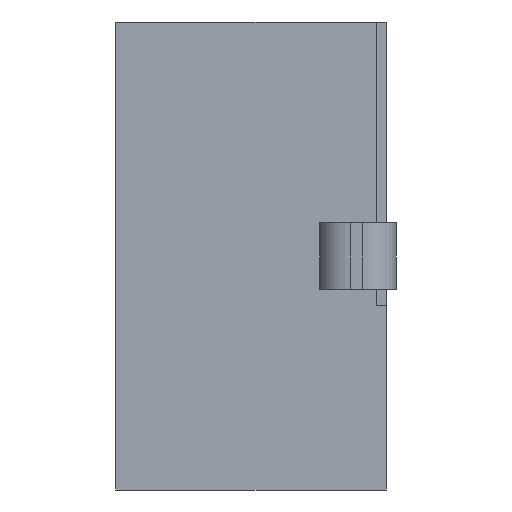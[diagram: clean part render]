
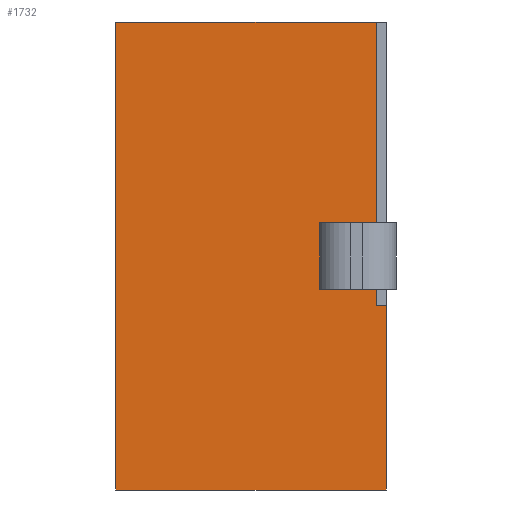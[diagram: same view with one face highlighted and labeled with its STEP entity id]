
A CAD part, left-side view. The second image highlights one B-rep face of the part: STEP entity #1732.
In plain terms, the highlighted planar face has unit normal (-1, 0, 0).
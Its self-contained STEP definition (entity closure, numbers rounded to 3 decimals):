
#57 = EDGE_LOOP ( 'NONE', ( #5507, #7206, #127, #9906, #3041, #790, #9621, #9794, #3759, #2629 ) ) ;
#127 = ORIENTED_EDGE ( 'NONE', *, *, #2522, .F. ) ;
#345 = DIRECTION ( 'NONE',  ( 0., 0., 1. ) ) ;
#431 = VECTOR ( 'NONE', #8470, 1000. ) ;
#503 = CARTESIAN_POINT ( 'NONE',  ( -3.4, 4.05, 3.5 ) ) ;
#521 = LINE ( 'NONE', #5258, #431 ) ;
#787 = CARTESIAN_POINT ( 'NONE',  ( -3.4, 1., -0.5 ) ) ;
#790 = ORIENTED_EDGE ( 'NONE', *, *, #1006, .F. ) ;
#837 = EDGE_CURVE ( 'NONE', #9216, #8984, #8776, .T. ) ;
#1006 = EDGE_CURVE ( 'NONE', #5886, #1482, #2345, .T. ) ;
#1428 = CARTESIAN_POINT ( 'NONE',  ( -3.4, 1., 0.5 ) ) ;
#1482 = VERTEX_POINT ( 'NONE', #2379 ) ;
#1687 = CARTESIAN_POINT ( 'NONE',  ( -3.4, 4.05, -3.5 ) ) ;
#1732 = ADVANCED_FACE ( 'NONE', ( #7830 ), #8573, .F. ) ;
#1768 = LINE ( 'NONE', #8042, #3739 ) ;
#1831 = CARTESIAN_POINT ( 'NONE',  ( -3.4, 0., -3.5 ) ) ;
#1971 = DIRECTION ( 'NONE',  ( 0., 1., 0. ) ) ;
#2013 = CARTESIAN_POINT ( 'NONE',  ( -3.4, 0.15, 0.5 ) ) ;
#2120 = VECTOR ( 'NONE', #9231, 1000. ) ;
#2164 = CARTESIAN_POINT ( 'NONE',  ( -3.4, 1., -3.5 ) ) ;
#2208 = DIRECTION ( 'NONE',  ( 0., 0., -1. ) ) ;
#2298 = CARTESIAN_POINT ( 'NONE',  ( -3.4, 0.15, -0.74 ) ) ;
#2345 = LINE ( 'NONE', #1687, #5210 ) ;
#2379 = CARTESIAN_POINT ( 'NONE',  ( -3.4, 4.05, -3.5 ) ) ;
#2493 = CARTESIAN_POINT ( 'NONE',  ( -3.4, 4.05, 0.5 ) ) ;
#2522 = EDGE_CURVE ( 'NONE', #8753, #9216, #9436, .T. ) ;
#2629 = ORIENTED_EDGE ( 'NONE', *, *, #8448, .F. ) ;
#2763 = CARTESIAN_POINT ( 'NONE',  ( -3.4, 0.15, -0.5 ) ) ;
#2796 = VECTOR ( 'NONE', #2208, 1000. ) ;
#2885 = CARTESIAN_POINT ( 'NONE',  ( -3.4, 4.05, -0.5 ) ) ;
#3041 = ORIENTED_EDGE ( 'NONE', *, *, #7794, .F. ) ;
#3048 = CARTESIAN_POINT ( 'NONE',  ( -3.4, 4.05, -3.5 ) ) ;
#3313 = DIRECTION ( 'NONE',  ( 0., 1., 0. ) ) ;
#3344 = VERTEX_POINT ( 'NONE', #2763 ) ;
#3739 = VECTOR ( 'NONE', #8144, 1000. ) ;
#3759 = ORIENTED_EDGE ( 'NONE', *, *, #4298, .F. ) ;
#4061 = CARTESIAN_POINT ( 'NONE',  ( -3.4, 4.05, 3.5 ) ) ;
#4298 = EDGE_CURVE ( 'NONE', #3344, #8132, #1768, .T. ) ;
#4475 = DIRECTION ( 'NONE',  ( 0., 1., 0. ) ) ;
#4568 = CARTESIAN_POINT ( 'NONE',  ( -3.4, 0.15, -0.74 ) ) ;
#4580 = AXIS2_PLACEMENT_3D ( 'NONE', #3048, #7670, #6161 ) ;
#4969 = EDGE_CURVE ( 'NONE', #6664, #8132, #8503, .T. ) ;
#5210 = VECTOR ( 'NONE', #9449, 1000. ) ;
#5258 = CARTESIAN_POINT ( 'NONE',  ( -3.4, 0., -3.5 ) ) ;
#5259 = VERTEX_POINT ( 'NONE', #787 ) ;
#5507 = ORIENTED_EDGE ( 'NONE', *, *, #6221, .F. ) ;
#5746 = VECTOR ( 'NONE', #9934, 1000. ) ;
#5886 = VERTEX_POINT ( 'NONE', #1831 ) ;
#5908 = EDGE_CURVE ( 'NONE', #8753, #7451, #7571, .T. ) ;
#6046 = VECTOR ( 'NONE', #1971, 1000. ) ;
#6161 = DIRECTION ( 'NONE',  ( 0., 0., -1. ) ) ;
#6221 = EDGE_CURVE ( 'NONE', #8984, #5259, #9218, .T. ) ;
#6664 = VERTEX_POINT ( 'NONE', #9475 ) ;
#6724 = VECTOR ( 'NONE', #345, 1000. ) ;
#7192 = VECTOR ( 'NONE', #4475, 1000. ) ;
#7206 = ORIENTED_EDGE ( 'NONE', *, *, #837, .F. ) ;
#7351 = CARTESIAN_POINT ( 'NONE',  ( -3.4, 4.05, 0. ) ) ;
#7451 = VERTEX_POINT ( 'NONE', #4061 ) ;
#7544 = CARTESIAN_POINT ( 'NONE',  ( -3.4, 0.15, 3.5 ) ) ;
#7571 = LINE ( 'NONE', #503, #6046 ) ;
#7670 = DIRECTION ( 'NONE',  ( 1., 0., 0. ) ) ;
#7794 = EDGE_CURVE ( 'NONE', #1482, #7451, #8860, .T. ) ;
#7830 = FACE_OUTER_BOUND ( 'NONE', #57, .T. ) ;
#8042 = CARTESIAN_POINT ( 'NONE',  ( -3.4, 0.15, -3.5 ) ) ;
#8132 = VERTEX_POINT ( 'NONE', #2298 ) ;
#8144 = DIRECTION ( 'NONE',  ( 0., 0., -1. ) ) ;
#8357 = VECTOR ( 'NONE', #3313, 1000. ) ;
#8448 = EDGE_CURVE ( 'NONE', #5259, #3344, #9133, .T. ) ;
#8470 = DIRECTION ( 'NONE',  ( 0., 0., -1. ) ) ;
#8503 = LINE ( 'NONE', #4568, #7192 ) ;
#8511 = CARTESIAN_POINT ( 'NONE',  ( -3.4, 0.15, -3.5 ) ) ;
#8573 = PLANE ( 'NONE',  #4580 ) ;
#8753 = VERTEX_POINT ( 'NONE', #7544 ) ;
#8776 = LINE ( 'NONE', #2493, #8357 ) ;
#8860 = LINE ( 'NONE', #7351, #6724 ) ;
#8984 = VERTEX_POINT ( 'NONE', #1428 ) ;
#9133 = LINE ( 'NONE', #2885, #5746 ) ;
#9216 = VERTEX_POINT ( 'NONE', #2013 ) ;
#9218 = LINE ( 'NONE', #2164, #2796 ) ;
#9231 = DIRECTION ( 'NONE',  ( 0., 0., -1. ) ) ;
#9436 = LINE ( 'NONE', #8511, #2120 ) ;
#9449 = DIRECTION ( 'NONE',  ( 0., 1., 0. ) ) ;
#9475 = CARTESIAN_POINT ( 'NONE',  ( -3.4, 0., -0.74 ) ) ;
#9621 = ORIENTED_EDGE ( 'NONE', *, *, #10010, .F. ) ;
#9794 = ORIENTED_EDGE ( 'NONE', *, *, #4969, .T. ) ;
#9906 = ORIENTED_EDGE ( 'NONE', *, *, #5908, .T. ) ;
#9934 = DIRECTION ( 'NONE',  ( 0., -1., 0. ) ) ;
#10010 = EDGE_CURVE ( 'NONE', #6664, #5886, #521, .T. ) ;
